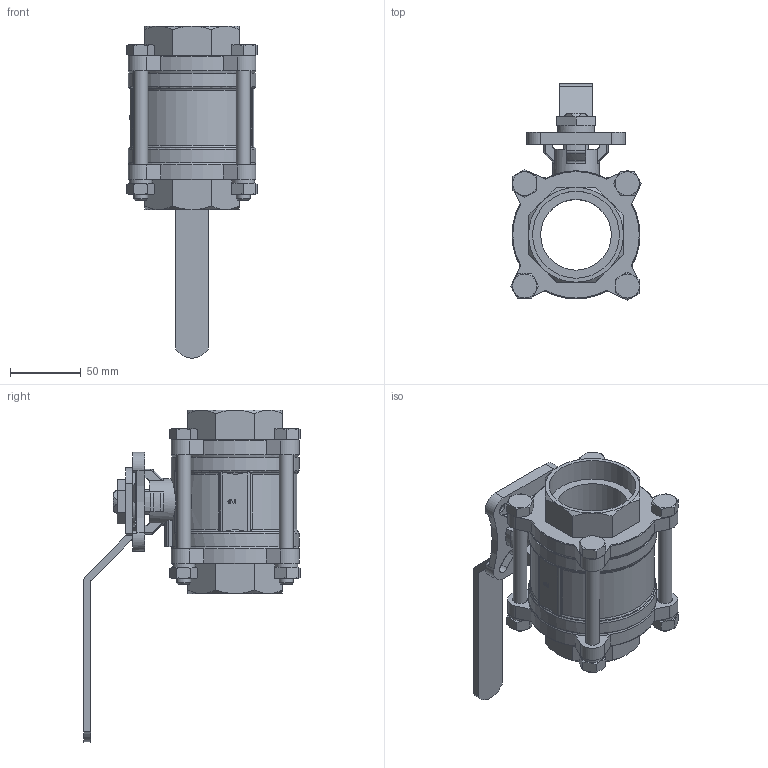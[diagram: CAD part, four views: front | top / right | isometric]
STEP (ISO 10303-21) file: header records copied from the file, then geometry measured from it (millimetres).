
FILE_DESCRIPTION(/* description */ ('STEP AP214'),/* implementation_level */ '2;1');
FILE_NAME(/* name */ '8089062_VZBE-2-WA-63-T-2-F0507-M-V15V15',/* time_stamp */ '2024-09-18T02:15:57+02:00',/* author */ ('License CC BY-ND 4.0'),/* organization */ ('CADENAS'),/* preprocessor_version */ 'ST-DEVELOPER v19.3',/* originating_system */ 'PARTsolutions',/* authorisation */ ' ');
FILE_SCHEMA (('AUTOMOTIVE_DESIGN {1 0 10303 214 3 1 1}'));
Length unit declared in the file: millimetre
Products named in the file (4): 8089062 VZBE-2-WA-63-T-2-F0507-M-V15V15; 8089045 VZBE-2-WA-63-T-2-F0507-V15V15_v; 4895385 VAOH-F7-14-H9-A-22; VZBD-M20n
Assembly tree (3 placements, depth 2):
  8089062 VZBE-2-WA-63-T-2-F0507-M-V15V15
    8089045 VZBE-2-WA-63-T-2-F0507-V15V15_v
    4895385 VAOH-F7-14-H9-A-22
    VZBD-M20n
Bounding box: 92.11 x 153.05 x 234.95 mm (x, y, z)
Volume: 553615.4 mm3; surface area: 118681.2 mm2
Topology: 3 solids, 3 shells, 493 faces, 1256 edges, 793 vertices
Faces by surface type: plane 214, cone 135, cylinder 114, torus 30
Full cylindrical faces by diameter (mm): 8 x1, 10 x8, 10.5 x8, 16 x4, 17.294 x1, 33 x1, 36 x1, 50 x1, 61.5 x2, 90.5 x1
Entity records: 15124 total; most frequent: CARTESIAN_POINT 3674, ORIENTED_EDGE 2414, DIRECTION 2237, EDGE_CURVE 1207, AXIS2_PLACEMENT_3D 898, VERTEX_POINT 783, EDGE_LOOP 588, FACE_BOUND 588
